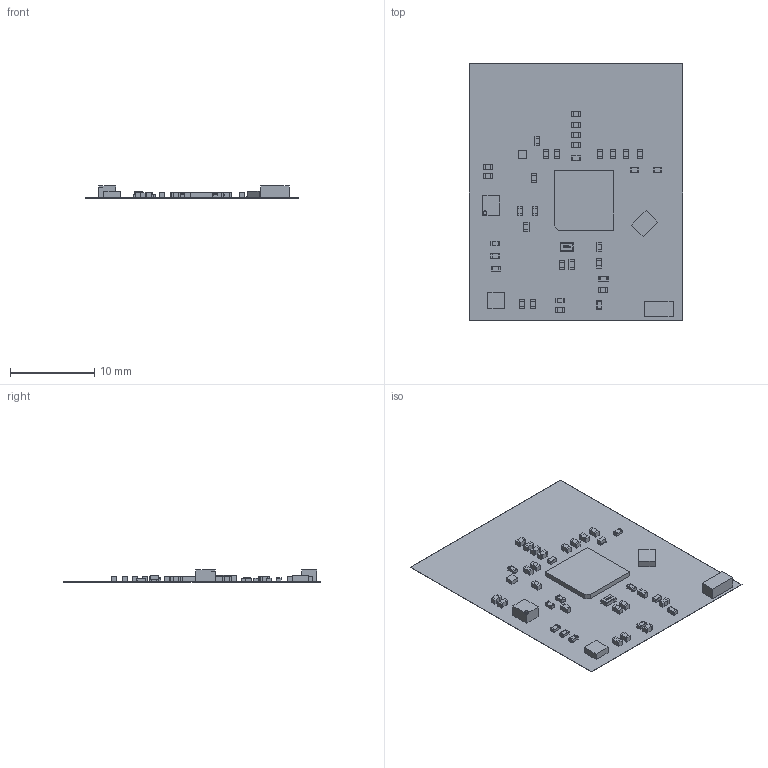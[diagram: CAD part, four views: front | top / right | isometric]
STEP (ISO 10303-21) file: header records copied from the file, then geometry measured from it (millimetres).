
FILE_DESCRIPTION(('Open CASCADE Model'),'2;1');
FILE_NAME('Open CASCADE Shape Model','2018-05-24T15:59:07',('Author'),( 'Open CASCADE'),'Open CASCADE STEP processor 6.8','Open CASCADE 6.8' ,'Unknown');
FILE_SCHEMA(('AUTOMOTIVE_DESIGN { 1 0 10303 214 1 1 1 1 }'));
Length unit declared in the file: millimetre
Products named in the file (103): PCB; Board; U2; 736058008; Extruded; C9; 736059776; 736059640; C8; C7; 736059504; C6; L3; 221182768; Terminal; Open_CASCADE_STEP_translator_6.8_62.1.1; Open_CASCADE_STEP_translator_6.8_62.1.2; Mid_Body; Open_CASCADE_STEP_translator_6.8_62.2.1; L1; 221182000; D1; 736053792; 736053384; C5; C4; C3; C2; Y4; ABS05; Y3; 736053928; U6; guvb_c31sm; U4; 736058144; L2; 736056104; E2; 736058416 ...
Assembly tree (171 placements, depth 5):
  PCB
    Board
    U2
      736058008
        Extruded
    C9
      736059776  x2
        Extruded
      736059640
        Extruded
    C8
      736059776  x2
        Extruded
      736059640
        Extruded
    C7
      736059504  x2
        Extruded
      736059640
        Extruded
    C6
      736059776  x2
        Extruded
      736059640
        Extruded
    L3
      221182768
        Terminal
          Open_CASCADE_STEP_translator_6.8_62.1.1
          Open_CASCADE_STEP_translator_6.8_62.1.2
        Mid_Body
          Open_CASCADE_STEP_translator_6.8_62.2.1
    L1
      221182000
        Terminal
          Open_CASCADE_STEP_translator_6.8_62.1.1
          Open_CASCADE_STEP_translator_6.8_62.1.2
        Mid_Body
          Open_CASCADE_STEP_translator_6.8_62.2.1
    D1
      736053792
        Extruded
      736053384
        Extruded
    C5
      736059504  x2
        Extruded
      736059640
        Extruded
    C4
      736059504  x2
        Extruded
      736059640
        Extruded
    C3
      736059776  x2
        Extruded
      736059640
        Extruded
    C2
Bounding box: 25.4 x 30.48 x 1.43 mm (x, y, z)
Volume: 91.5 mm3; surface area: 1916.2 mm2
Topology: 118 solids, 118 shells, 988 faces, 2169 edges, 1406 vertices
Faces by surface type: plane 853, cylinder 66, bspline 45, sphere 24
Entity records: 17654 total; most frequent: CARTESIAN_POINT 4932, DIRECTION 2121, ORIENTED_EDGE 1938, EDGE_CURVE 969, LINE 747, VECTOR 747, AXIS2_PLACEMENT_3D 687, VERTEX_POINT 622
